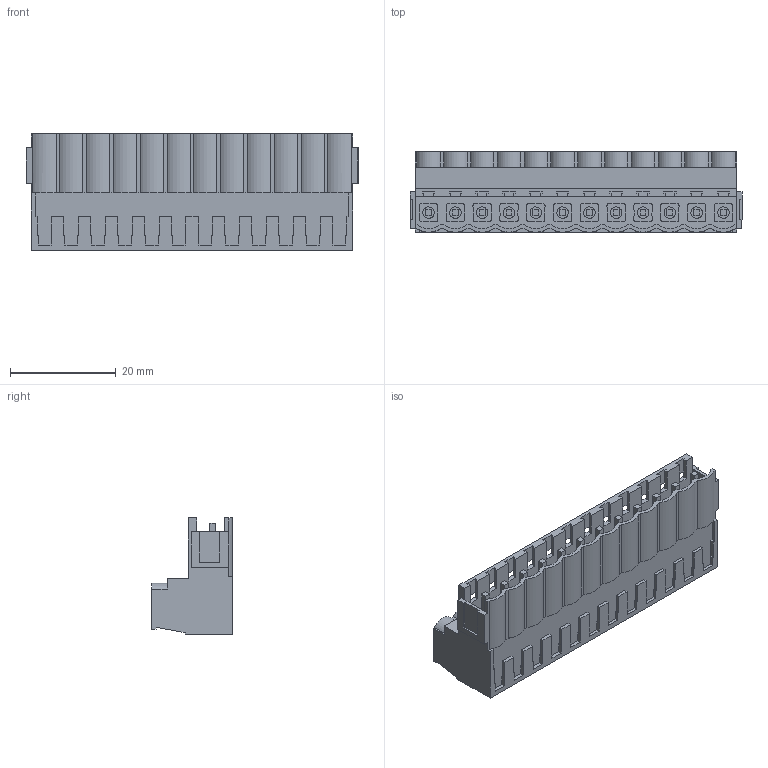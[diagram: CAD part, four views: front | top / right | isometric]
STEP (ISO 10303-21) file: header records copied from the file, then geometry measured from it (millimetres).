
FILE_DESCRIPTION(('CATIA V5 STEP Exchange','CAx-IF Rec.Pracs.--- Model Styling and Organization---1.4--- 2014-01-23'),'2;1');
FILE_NAME ('D1453771_1_1627340000_1627340000.stp','2022-08-02T13:25:53+00:00',('none'),('Weidmueller'),'CATIA Version 5-6 Release 2016 SP3 HF44','CATIA V5 STEP AP214','none');
FILE_SCHEMA(('AUTOMOTIVE_DESIGN { 1 0 10303 214 1 1 1 1 }'));
Length unit declared in the file: millimetre
Products named in the file (1): 1627340000
Bounding box: 62.92 x 15.3 x 22.05 mm (x, y, z)
Volume: 10467 mm3; surface area: 9097.6 mm2
Topology: 25 solids, 25 shells, 853 faces, 2222 edges, 1467 vertices
Faces by surface type: plane 649, cylinder 156, extrusion 48
Entity records: 25396 total; most frequent: CARTESIAN_POINT 6031, ORIENTED_EDGE 4444, DIRECTION 3052, EDGE_CURVE 2222, VECTOR 1812, LINE 1764, VERTEX_POINT 1467, EDGE_LOOP 925
